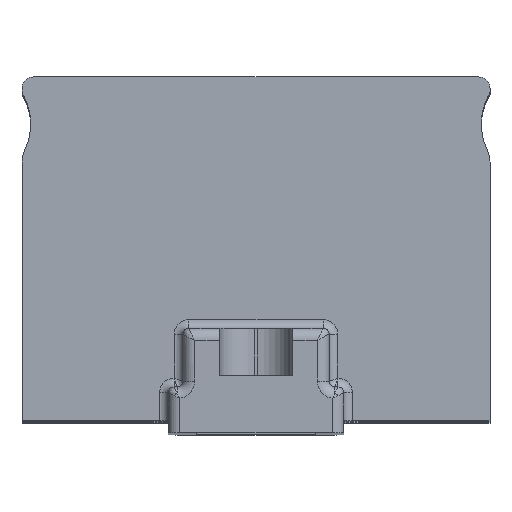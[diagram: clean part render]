
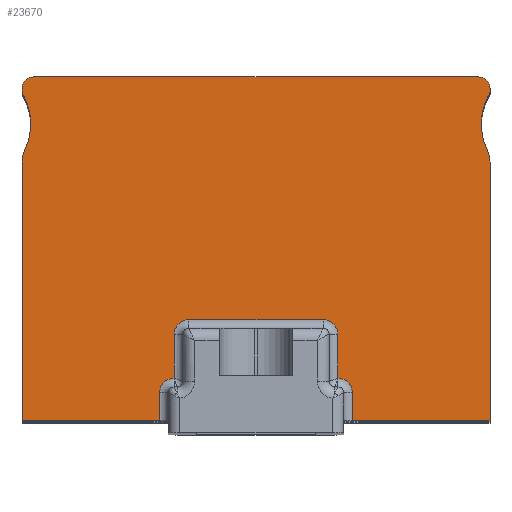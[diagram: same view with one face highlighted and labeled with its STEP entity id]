
A CAD part, top view. The second image highlights one B-rep face of the part: STEP entity #23670.
In plain terms, the highlighted planar face has unit normal (0, 0, 1).
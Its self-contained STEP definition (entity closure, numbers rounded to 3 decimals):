
#6318=CARTESIAN_POINT('',(-48.5,52.8,213.5));
#6319=DIRECTION('',(0.,0.,-1.));
#6320=DIRECTION('',(0.857,0.515,0.));
#6321=AXIS2_PLACEMENT_3D('',#6318,#6319,#6320);
#6323=CARTESIAN_POINT('',(-39.5,58.208,213.5));
#6324=DIRECTION('',(0.,0.,-1.));
#6325=DIRECTION('',(-0.857,-0.515,0.));
#6326=AXIS2_PLACEMENT_3D('',#6323,#6324,#6325);
#6328=DIRECTION('',(0.,1.,0.));
#6329=VECTOR('',#6328,0.592);
#6330=CARTESIAN_POINT('',(-40.,58.208,213.5));
#6331=LINE('',#6330,#6329);
#6332=CARTESIAN_POINT('',(-38.,58.8,213.5));
#6333=DIRECTION('',(0.,0.,-1.));
#6334=DIRECTION('',(-1.,0.,0.));
#6335=AXIS2_PLACEMENT_3D('',#6332,#6333,#6334);
#6337=DIRECTION('',(1.,0.,0.));
#6338=VECTOR('',#6337,76.);
#6339=CARTESIAN_POINT('',(-38.,60.8,213.5));
#6340=LINE('',#6339,#6338);
#6341=CARTESIAN_POINT('',(38.,58.8,213.5));
#6342=DIRECTION('',(0.,0.,-1.));
#6343=DIRECTION('',(0.,1.,0.));
#6344=AXIS2_PLACEMENT_3D('',#6341,#6342,#6343);
#6346=DIRECTION('',(0.,-1.,0.));
#6347=VECTOR('',#6346,0.592);
#6348=CARTESIAN_POINT('',(40.,58.8,213.5));
#6349=LINE('',#6348,#6347);
#6350=CARTESIAN_POINT('',(39.5,58.208,213.5));
#6351=DIRECTION('',(0.,0.,1.));
#6352=DIRECTION('',(0.857,-0.515,0.));
#6353=AXIS2_PLACEMENT_3D('',#6350,#6351,#6352);
#6355=CARTESIAN_POINT('',(48.5,52.8,213.5));
#6356=DIRECTION('',(0.,0.,1.));
#6357=DIRECTION('',(-0.857,0.515,0.));
#6358=AXIS2_PLACEMENT_3D('',#6355,#6356,#6357);
#6360=CARTESIAN_POINT('',(35.,46.262,213.5));
#6361=DIRECTION('',(0.,0.,1.));
#6362=DIRECTION('',(1.,0.,0.));
#6363=AXIS2_PLACEMENT_3D('',#6360,#6361,#6362);
#6365=DIRECTION('',(0.,-1.,0.));
#6366=VECTOR('',#6365,44.262);
#6367=CARTESIAN_POINT('',(40.,46.262,213.5));
#6368=LINE('',#6367,#6366);
#6369=DIRECTION('',(-1.,0.,0.));
#6370=VECTOR('',#6369,23.5);
#6371=CARTESIAN_POINT('',(40.,2.,213.5));
#6372=LINE('',#6371,#6370);
#6373=DIRECTION('',(0.,1.,0.));
#6374=VECTOR('',#6373,4.8);
#6375=CARTESIAN_POINT('',(16.5,2.,213.5));
#6376=LINE('',#6375,#6374);
#6377=CARTESIAN_POINT('',(14.,6.8,213.5));
#6378=DIRECTION('',(0.,0.,1.));
#6379=DIRECTION('',(1.,0.,0.));
#6380=AXIS2_PLACEMENT_3D('',#6377,#6378,#6379);
#6382=CARTESIAN_POINT('',(14.,9.3,213.5));
#6383=CARTESIAN_POINT('',(14.,10.133,213.5));
#6384=CARTESIAN_POINT('',(14.,11.8,213.5));
#6385=CARTESIAN_POINT('',(14.,14.3,213.5));
#6386=CARTESIAN_POINT('',(14.,15.967,213.5));
#6387=CARTESIAN_POINT('',(14.,16.8,213.5));
#6389=CARTESIAN_POINT('',(11.5,16.8,213.5));
#6390=DIRECTION('',(0.,0.,1.));
#6391=DIRECTION('',(1.,0.,0.));
#6392=AXIS2_PLACEMENT_3D('',#6389,#6390,#6391);
#6394=DIRECTION('',(-1.,0.,0.));
#6395=VECTOR('',#6394,23.);
#6396=CARTESIAN_POINT('',(11.5,19.3,213.5));
#6397=LINE('',#6396,#6395);
#6398=CARTESIAN_POINT('',(-11.5,16.8,213.5));
#6399=DIRECTION('',(0.,0.,1.));
#6400=DIRECTION('',(0.,1.,0.));
#6401=AXIS2_PLACEMENT_3D('',#6398,#6399,#6400);
#6403=CARTESIAN_POINT('',(-14.,16.8,213.5));
#6404=CARTESIAN_POINT('',(-14.,15.967,213.5));
#6405=CARTESIAN_POINT('',(-14.,14.3,213.5));
#6406=CARTESIAN_POINT('',(-14.,11.8,213.5));
#6407=CARTESIAN_POINT('',(-14.,10.133,213.5));
#6408=CARTESIAN_POINT('',(-14.,9.3,213.5));
#6410=CARTESIAN_POINT('',(-14.,6.8,213.5));
#6411=DIRECTION('',(0.,0.,1.));
#6412=DIRECTION('',(0.,1.,0.));
#6413=AXIS2_PLACEMENT_3D('',#6410,#6411,#6412);
#6415=DIRECTION('',(0.,-1.,0.));
#6416=VECTOR('',#6415,4.8);
#6417=CARTESIAN_POINT('',(-16.5,6.8,213.5));
#6418=LINE('',#6417,#6416);
#6419=DIRECTION('',(-1.,0.,0.));
#6420=VECTOR('',#6419,23.5);
#6421=CARTESIAN_POINT('',(-16.5,2.,213.5));
#6422=LINE('',#6421,#6420);
#6423=DIRECTION('',(0.,1.,0.));
#6424=VECTOR('',#6423,44.262);
#6425=CARTESIAN_POINT('',(-40.,2.,213.5));
#6426=LINE('',#6425,#6424);
#6427=CARTESIAN_POINT('',(-35.,46.262,213.5));
#6428=DIRECTION('',(0.,0.,-1.));
#6429=DIRECTION('',(-1.,0.,0.));
#6430=AXIS2_PLACEMENT_3D('',#6427,#6428,#6429);
#14127=CARTESIAN_POINT('',(-38.,60.8,213.5));
#14128=CARTESIAN_POINT('',(38.,60.8,213.5));
#14129=VERTEX_POINT('',#14127);
#14130=VERTEX_POINT('',#14128);
#14135=CARTESIAN_POINT('',(40.,2.,213.5));
#14137=VERTEX_POINT('',#14135);
#14139=CARTESIAN_POINT('',(-40.,2.,213.5));
#14141=VERTEX_POINT('',#14139);
#14287=CARTESIAN_POINT('',(-40.,58.8,213.5));
#14288=VERTEX_POINT('',#14287);
#14289=CARTESIAN_POINT('',(40.,58.8,213.5));
#14290=VERTEX_POINT('',#14289);
#14840=CARTESIAN_POINT('',(16.5,2.,213.5));
#14841=CARTESIAN_POINT('',(16.5,6.8,213.5));
#14842=VERTEX_POINT('',#14840);
#14843=VERTEX_POINT('',#14841);
#14844=CARTESIAN_POINT('',(14.,9.3,213.5));
#14845=VERTEX_POINT('',#14844);
#14849=VERTEX_POINT('',#6403);
#14850=VERTEX_POINT('',#6408);
#14853=CARTESIAN_POINT('',(-11.5,19.3,213.5));
#14854=VERTEX_POINT('',#14853);
#14857=CARTESIAN_POINT('',(11.5,19.3,213.5));
#14858=VERTEX_POINT('',#14857);
#14861=CARTESIAN_POINT('',(14.,16.8,213.5));
#14862=VERTEX_POINT('',#14861);
#14867=CARTESIAN_POINT('',(-16.5,6.8,213.5));
#14868=CARTESIAN_POINT('',(-16.5,2.,213.5));
#14869=VERTEX_POINT('',#14867);
#14870=VERTEX_POINT('',#14868);
#14879=CARTESIAN_POINT('',(39.929,57.951,213.5));
#14880=CARTESIAN_POINT('',(39.5,48.441,213.5));
#14881=VERTEX_POINT('',#14879);
#14882=VERTEX_POINT('',#14880);
#14931=CARTESIAN_POINT('',(40.,58.208,213.5));
#14932=VERTEX_POINT('',#14931);
#14933=CARTESIAN_POINT('',(40.,46.262,213.5));
#14934=VERTEX_POINT('',#14933);
#15043=CARTESIAN_POINT('',(-39.929,57.951,213.5));
#15044=CARTESIAN_POINT('',(-39.5,48.441,213.5));
#15045=VERTEX_POINT('',#15043);
#15046=VERTEX_POINT('',#15044);
#15119=CARTESIAN_POINT('',(-40.,46.262,213.5));
#15120=VERTEX_POINT('',#15119);
#15121=CARTESIAN_POINT('',(-40.,58.208,213.5));
#15122=VERTEX_POINT('',#15121);
#23618=CARTESIAN_POINT('',(0.,0.,213.5));
#23619=DIRECTION('',(0.,0.,1.));
#23620=DIRECTION('',(1.,0.,0.));
#23621=AXIS2_PLACEMENT_3D('',#23618,#23619,#23620);
#23622=PLANE('',#23621);
#23624=ORIENTED_EDGE('',*,*,#23623,.F.);
#23626=ORIENTED_EDGE('',*,*,#23625,.T.);
#23628=ORIENTED_EDGE('',*,*,#23627,.T.);
#23630=ORIENTED_EDGE('',*,*,#23629,.T.);
#23632=ORIENTED_EDGE('',*,*,#23631,.T.);
#23634=ORIENTED_EDGE('',*,*,#23633,.T.);
#23636=ORIENTED_EDGE('',*,*,#23635,.T.);
#23638=ORIENTED_EDGE('',*,*,#23637,.F.);
#23640=ORIENTED_EDGE('',*,*,#23639,.T.);
#23642=ORIENTED_EDGE('',*,*,#23641,.F.);
#23644=ORIENTED_EDGE('',*,*,#23643,.T.);
#23645=ORIENTED_EDGE('',*,*,#23580,.T.);
#23646=ORIENTED_EDGE('',*,*,#23597,.T.);
#23647=ORIENTED_EDGE('',*,*,#23608,.T.);
#23649=ORIENTED_EDGE('',*,*,#23648,.T.);
#23651=ORIENTED_EDGE('',*,*,#23650,.T.);
#23653=ORIENTED_EDGE('',*,*,#23652,.T.);
#23655=ORIENTED_EDGE('',*,*,#23654,.T.);
#23657=ORIENTED_EDGE('',*,*,#23656,.T.);
#23659=ORIENTED_EDGE('',*,*,#23658,.T.);
#23661=ORIENTED_EDGE('',*,*,#23660,.T.);
#23663=ORIENTED_EDGE('',*,*,#23662,.T.);
#23665=ORIENTED_EDGE('',*,*,#23664,.T.);
#23667=ORIENTED_EDGE('',*,*,#23666,.T.);
#23668=EDGE_LOOP('',(#23624,#23626,#23628,#23630,#23632,#23634,#23636,#23638,
#23640,#23642,#23644,#23645,#23646,#23647,#23649,#23651,#23653,#23655,#23657,
#23659,#23661,#23663,#23665,#23667));
#23669=FACE_OUTER_BOUND('',#23668,.F.);
#23670=ADVANCED_FACE('',(#23669),#23622,.T.);
#6322=CIRCLE('',#6321,10.);
#6327=CIRCLE('',#6326,0.5);
#6336=CIRCLE('',#6335,2.);
#6345=CIRCLE('',#6344,2.);
#6354=CIRCLE('',#6353,0.5);
#6359=CIRCLE('',#6358,10.);
#6364=CIRCLE('',#6363,5.);
#6381=CIRCLE('',#6380,2.5);
#6388=B_SPLINE_CURVE_WITH_KNOTS('',3,(#6382,#6383,#6384,#6385,#6386,#6387),
.UNSPECIFIED.,.F.,.F.,(4,1,1,4),(0.,0.333,0.667,1.),
.UNSPECIFIED.);
#6393=CIRCLE('',#6392,2.5);
#6402=CIRCLE('',#6401,2.5);
#6409=B_SPLINE_CURVE_WITH_KNOTS('',3,(#6403,#6404,#6405,#6406,#6407,#6408),
.UNSPECIFIED.,.F.,.F.,(4,1,1,4),(0.,0.333,0.667,1.),
.UNSPECIFIED.);
#6414=CIRCLE('',#6413,2.5);
#6431=CIRCLE('',#6430,5.);
#23580=EDGE_CURVE('',#14137,#14842,#6372,.T.);
#23597=EDGE_CURVE('',#14842,#14843,#6376,.T.);
#23608=EDGE_CURVE('',#14843,#14845,#6381,.T.);
#23623=EDGE_CURVE('',#15045,#15046,#6322,.T.);
#23625=EDGE_CURVE('',#15045,#15122,#6327,.T.);
#23627=EDGE_CURVE('',#15122,#14288,#6331,.T.);
#23629=EDGE_CURVE('',#14288,#14129,#6336,.T.);
#23631=EDGE_CURVE('',#14129,#14130,#6340,.T.);
#23633=EDGE_CURVE('',#14130,#14290,#6345,.T.);
#23635=EDGE_CURVE('',#14290,#14932,#6349,.T.);
#23637=EDGE_CURVE('',#14881,#14932,#6354,.T.);
#23639=EDGE_CURVE('',#14881,#14882,#6359,.T.);
#23641=EDGE_CURVE('',#14934,#14882,#6364,.T.);
#23643=EDGE_CURVE('',#14934,#14137,#6368,.T.);
#23648=EDGE_CURVE('',#14845,#14862,#6388,.T.);
#23650=EDGE_CURVE('',#14862,#14858,#6393,.T.);
#23652=EDGE_CURVE('',#14858,#14854,#6397,.T.);
#23654=EDGE_CURVE('',#14854,#14849,#6402,.T.);
#23656=EDGE_CURVE('',#14849,#14850,#6409,.T.);
#23658=EDGE_CURVE('',#14850,#14869,#6414,.T.);
#23660=EDGE_CURVE('',#14869,#14870,#6418,.T.);
#23662=EDGE_CURVE('',#14870,#14141,#6422,.T.);
#23664=EDGE_CURVE('',#14141,#15120,#6426,.T.);
#23666=EDGE_CURVE('',#15120,#15046,#6431,.T.);
